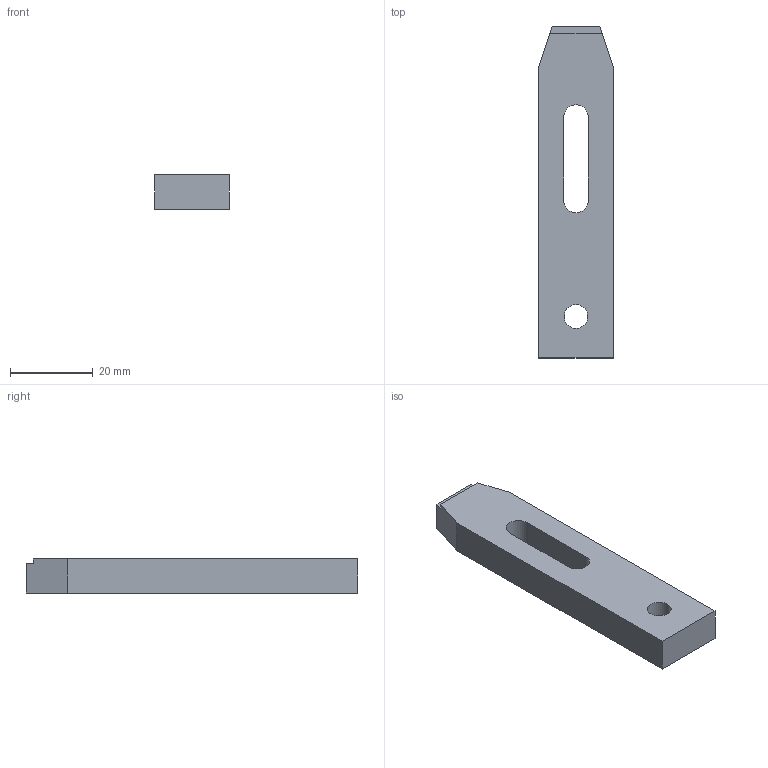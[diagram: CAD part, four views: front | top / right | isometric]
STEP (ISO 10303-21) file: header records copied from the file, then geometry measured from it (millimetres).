
FILE_DESCRIPTION(('FreeCAD Model'),'2;1');
FILE_NAME('Open CASCADE Shape Model','2025-12-26T22:29:22',(''),(''), 'Open CASCADE STEP processor 7.8','FreeCAD','Unknown');
FILE_SCHEMA(('AUTOMOTIVE_DESIGN { 1 0 10303 214 1 1 1 1 }'));
Length unit declared in the file: millimetre
Products named in the file (1): Body
Bounding box: 18 x 80 x 8.2 mm (x, y, z)
Volume: 10092.5 mm3; surface area: 4656.3 mm2
Topology: 1 solids, 1 shells, 15 faces, 39 edges, 26 vertices
Faces by surface type: plane 12, cylinder 3
Full cylindrical faces by diameter (mm): 5.7 x1
Entity records: 489 total; most frequent: CARTESIAN_POINT 81, ORIENTED_EDGE 78, DIRECTION 77, EDGE_CURVE 39, LINE 33, VECTOR 33, VERTEX_POINT 26, AXIS2_PLACEMENT_3D 22
